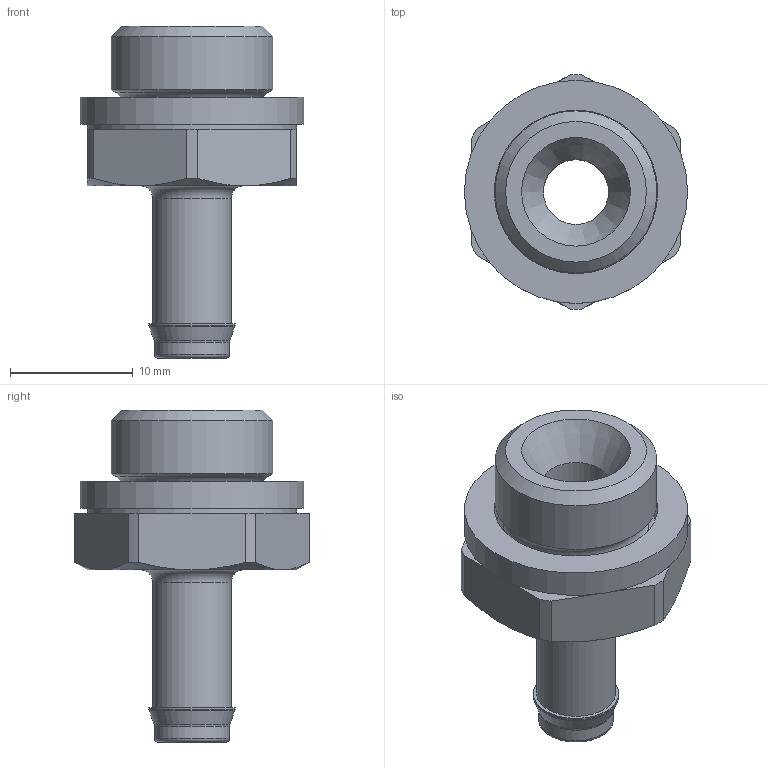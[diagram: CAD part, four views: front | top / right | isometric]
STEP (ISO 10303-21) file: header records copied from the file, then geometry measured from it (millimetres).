
FILE_DESCRIPTION(/* description */ ('STEP AP214'),/* implementation_level */ '2;1');
FILE_NAME(/* name */ '11948_CN-1_4-PK-6',/* time_stamp */ '2024-08-06T15:19:28+02:00',/* author */ ('License CC BY-ND 4.0'),/* organization */ ('CADENAS'),/* preprocessor_version */ 'ST-DEVELOPER v19.3',/* originating_system */ 'PARTsolutions',/* authorisation */ ' ');
FILE_SCHEMA (('AUTOMOTIVE_DESIGN {1 0 10303 214 3 1 1}'));
Length unit declared in the file: millimetre
Products named in the file (1): 11948 CN-1/4-PK-6
Bounding box: 18.15 x 19.1 x 27 mm (x, y, z)
Volume: 2303.4 mm3; surface area: 2053.2 mm2
Topology: 1 solids, 1 shells, 48 faces, 101 edges, 59 vertices
Faces by surface type: plane 18, cylinder 14, cone 11, torus 5
Full cylindrical faces by diameter (mm): 5.3 x1, 6.1 x1, 6.4 x1, 7 x1, 13.157 x1, 13.3 x1, 17 x1, 18.15 x1
Entity records: 1228 total; most frequent: CARTESIAN_POINT 227, DIRECTION 216, ORIENTED_EDGE 166, AXIS2_PLACEMENT_3D 96, EDGE_CURVE 83, EDGE_LOOP 72, FACE_BOUND 72, VERTEX_POINT 59
